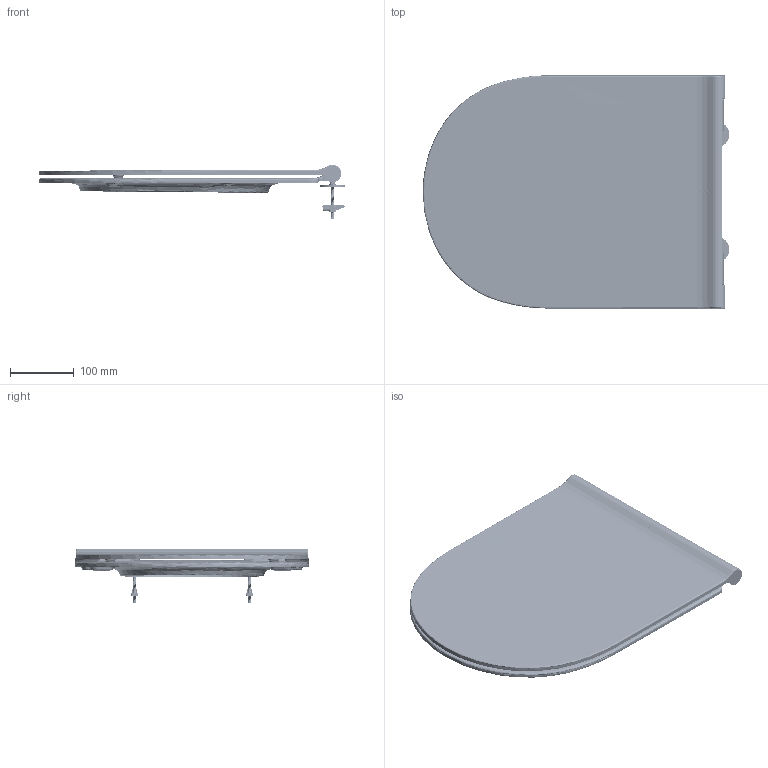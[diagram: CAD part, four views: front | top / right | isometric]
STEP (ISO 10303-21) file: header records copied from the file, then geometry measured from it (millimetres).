
FILE_DESCRIPTION((''),'2;1');
FILE_NAME('1U7430_ASM_3_ASM','2020-06-18T',('m0011'),(''),'CREO PARAMETRIC BY PTC INC, 2014350','CREO PARAMETRIC BY PTC INC, 2014350','');
FILE_SCHEMA(('CONFIG_CONTROL_DESIGN'));
Products named in the file (26): CP_212174_1; CP_271399_1; CP_211471_1; 110900430100_5; 110900ZHIZUO_4; 11090JIAODAIN_5; CP_P401-1001_ASM_ASM_2_ASM; CP_1U9200-A0-01_1; 1U9212_1; 1U9213-C0-01_1; CP_110900100100_1; CP_1U9007-00-01_1; CP_250252_1; CP_P400LJT-L1-1128_ASM_1_ASM; CP_ZHOUTAO_2_1; CP_P879-1127_ASM_1_ASM; CP_1U9200-B0-01_1; CP_P400LJT-R1-1128_ASM_1_ASM; 1U9213-B0-01_1; CP_P880-1128_ASM_1_ASM; 1U810-00-01_1; 1U809-00-01_1; CP_1I213-02-01-1128_1; CP_2I1161-02-01_1; 1U9213-A0-01-_1; 1U7430_ASM_3_ASM
Assembly tree (42 placements, depth 4):
  1U7430_ASM_3_ASM
    CP_P401-1001_ASM_ASM_2_ASM  x2
      CP_212174_1
      CP_271399_1
      CP_211471_1
      110900430100_5
      110900ZHIZUO_4
      11090JIAODAIN_5
    CP_P879-1127_ASM_1_ASM
      CP_1U9200-A0-01_1
      CP_P400LJT-L1-1128_ASM_1_ASM
        1U9212_1
        1U9213-C0-01_1
        CP_110900100100_1
        CP_1U9007-00-01_1
        CP_250252_1
      CP_ZHOUTAO_2_1
    CP_P880-1128_ASM_1_ASM
      CP_1U9200-B0-01_1
      CP_P400LJT-R1-1128_ASM_1_ASM
        1U9212_1
        1U9213-C0-01_1
        CP_110900100100_1
        CP_250252_1
      CP_1U9007-00-01_1
      1U9213-B0-01_1  x2
      CP_ZHOUTAO_2_1
    1U810-00-01_1
    1U809-00-01_1
    CP_ZHOUTAO_2_1  x2
    CP_1I213-02-01-1128_1  x2
    CP_2I1161-02-01_1  x4
    CP_250252_1  x2
    1U9213-B0-01_1
    1U9213-A0-01-_1
Bounding box: 480.1 x 366.15 x 85.29 mm (x, y, z)
Volume: 1291541 mm3; surface area: 616363.6 mm2
Topology: 66 solids, 66 shells, 5477 faces, 14203 edges, 8532 vertices
Faces by surface type: cylinder 1821, plane 1496, bspline 953, torus 515, sphere 350, cone 302, extrusion 40
Entity records: 138304 total; most frequent: CARTESIAN_POINT 80517, ORIENTED_EDGE 13064, DIRECTION 10576, EDGE_CURVE 6532, AXIS2_PLACEMENT_3D 4051, VERTEX_POINT 4048, EDGE_LOOP 2628, FACE_OUTER_BOUND 2563
